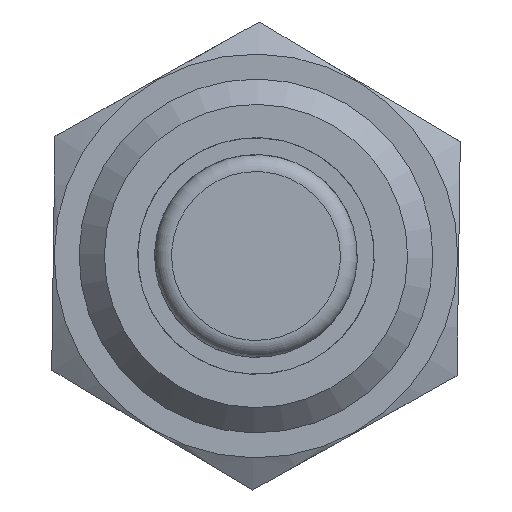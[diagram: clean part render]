
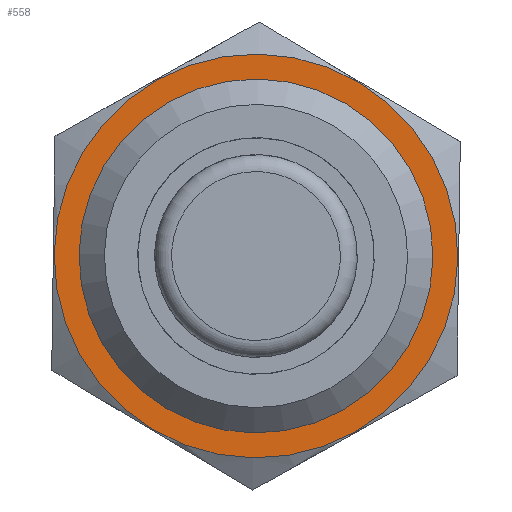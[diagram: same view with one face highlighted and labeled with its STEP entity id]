
A CAD part, left-side view. The second image highlights one B-rep face of the part: STEP entity #558.
In plain terms, the highlighted planar face has unit normal (-1, 0, 0).
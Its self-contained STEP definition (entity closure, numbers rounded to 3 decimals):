
#46=PLANE('',#600);
#65=CIRCLE('',#599,9.215);
#66=CIRCLE('',#601,11.953);
#96=ORIENTED_EDGE('',*,*,#171,.T.);
#97=ORIENTED_EDGE('',*,*,#170,.F.);
#170=EDGE_CURVE('',#209,#209,#65,.T.);
#171=EDGE_CURVE('',#210,#210,#66,.T.);
#209=VERTEX_POINT('',#820);
#210=VERTEX_POINT('',#823);
#253=EDGE_LOOP('',(#96));
#254=EDGE_LOOP('',(#97));
#303=FACE_BOUND('',#253,.T.);
#304=FACE_BOUND('',#254,.T.);
#558=ADVANCED_FACE('',(#303,#304),#46,.T.);
#599=AXIS2_PLACEMENT_3D('',#819,#664,#665);
#600=AXIS2_PLACEMENT_3D('',#821,#666,#667);
#601=AXIS2_PLACEMENT_3D('',#822,#668,#669);
#664=DIRECTION('',(-1.,0.,0.));
#665=DIRECTION('',(0.,-0.859,-0.512));
#666=DIRECTION('',(-1.,0.,0.));
#667=DIRECTION('',(0.,-0.859,-0.512));
#668=DIRECTION('',(-1.,0.,0.));
#669=DIRECTION('',(0.,-0.859,-0.512));
#819=CARTESIAN_POINT('',(12.8,0.,0.));
#820=CARTESIAN_POINT('',(12.8,-7.916,-4.718));
#821=CARTESIAN_POINT('',(12.8,-10.268,-6.119));
#822=CARTESIAN_POINT('',(12.8,0.,0.));
#823=CARTESIAN_POINT('',(12.8,-10.268,-6.119));
